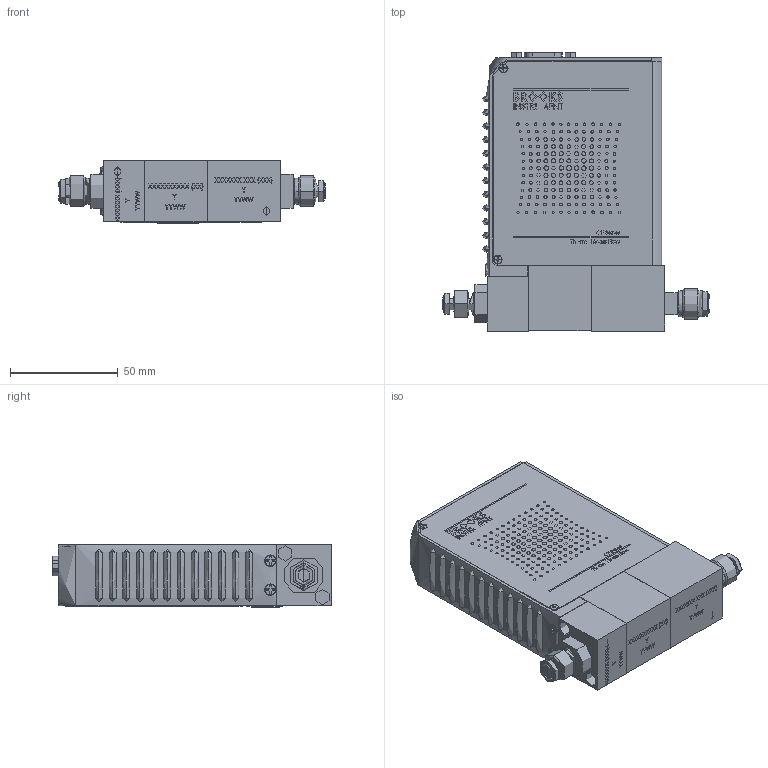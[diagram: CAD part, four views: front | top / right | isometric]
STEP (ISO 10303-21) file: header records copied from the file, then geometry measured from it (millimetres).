
FILE_DESCRIPTION (( 'STEP AP203' ), '1' );
FILE_NAME ('GF100-GF120-GF125-VS-TX.STEP', '2019-10-14T13:24:20', ( '' ), ( '' ), 'SwSTEP 2.0', 'SolidWorks 2019', '' );
FILE_SCHEMA (( 'CONFIG_CONTROL_DESIGN' ));
Length unit declared in the file: inch
Products named in the file (2): GF100-GF120-GF125-VS-TX
Bounding box: 123.9 x 129.41 x 29.17 mm (x, y, z)
Topology: 0 solids, 286 shells, 1024 faces, 4494 edges, 3839 vertices
Faces by surface type: plane 646, cylinder 189, bspline 144, cone 45
Entity records: 85621 total; most frequent: CARTESIAN_POINT 53323, ORIENTED_EDGE 6490, DIRECTION 4575, EDGE_CURVE 4491, VERTEX_POINT 3839, B_SPLINE_CURVE_WITH_KNOTS 2131, LINE 1881, VECTOR 1881
